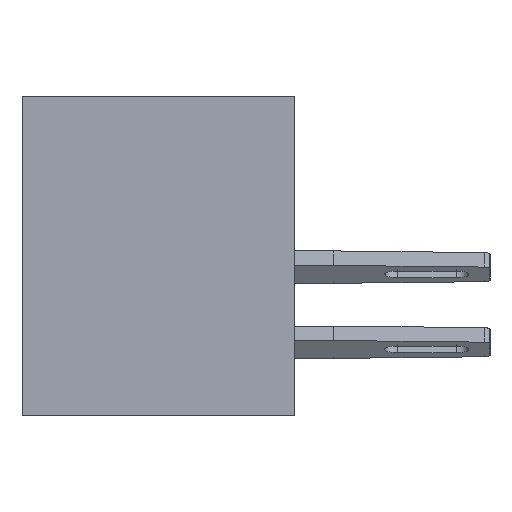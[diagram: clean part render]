
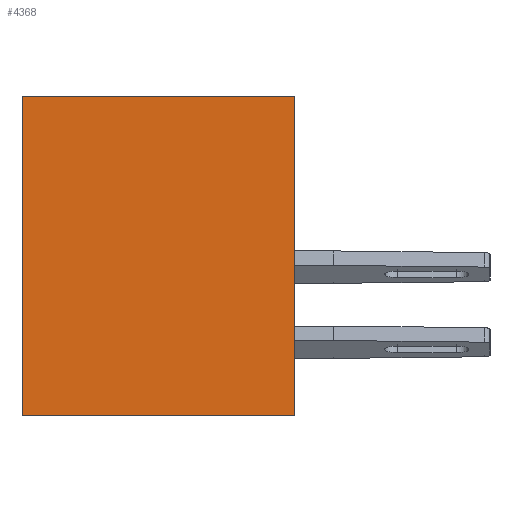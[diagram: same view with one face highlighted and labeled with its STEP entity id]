
A CAD part, left-side view. The second image highlights one B-rep face of the part: STEP entity #4368.
In plain terms, the highlighted planar face has unit normal (-1, 0, 0).
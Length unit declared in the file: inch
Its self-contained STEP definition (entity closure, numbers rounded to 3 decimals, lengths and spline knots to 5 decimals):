
#136 = VERTEX_POINT ( 'NONE', #3224 ) ;
#825 = CARTESIAN_POINT ( 'NONE',  ( 0., 0.453, 0. ) ) ;
#1447 = LINE ( 'NONE', #8938, #12953 ) ;
#1726 = DIRECTION ( 'NONE',  ( 0., 0., -1. ) ) ;
#2337 = DIRECTION ( 'NONE',  ( 0., -1., 0. ) ) ;
#2343 = LINE ( 'NONE', #12908, #5390 ) ;
#3224 = CARTESIAN_POINT ( 'NONE',  ( 0., 0., 0. ) ) ;
#4368 = ADVANCED_FACE ( 'NONE', ( #14777 ), #18308, .F. ) ;
#4526 = VECTOR ( 'NONE', #10183, 39.37008 ) ;
#4933 = ORIENTED_EDGE ( 'NONE', *, *, #13682, .T. ) ;
#5390 = VECTOR ( 'NONE', #2337, 39.37008 ) ;
#5889 = VERTEX_POINT ( 'NONE', #18416 ) ;
#7149 = ORIENTED_EDGE ( 'NONE', *, *, #7691, .T. ) ;
#7590 = LINE ( 'NONE', #13150, #4526 ) ;
#7691 = EDGE_CURVE ( 'NONE', #7806, #136, #7590, .T. ) ;
#7806 = VERTEX_POINT ( 'NONE', #14913 ) ;
#8620 = EDGE_CURVE ( 'NONE', #10290, #5889, #16714, .T. ) ;
#8938 = CARTESIAN_POINT ( 'NONE',  ( 0., 0.453, -0.531 ) ) ;
#9325 = ORIENTED_EDGE ( 'NONE', *, *, #8620, .F. ) ;
#10183 = DIRECTION ( 'NONE',  ( 0., 0., 1. ) ) ;
#10290 = VERTEX_POINT ( 'NONE', #14924 ) ;
#11314 = DIRECTION ( 'NONE',  ( 0., 0., 1. ) ) ;
#12908 = CARTESIAN_POINT ( 'NONE',  ( 0., 0.453, 0. ) ) ;
#12953 = VECTOR ( 'NONE', #15625, 39.37008 ) ;
#13150 = CARTESIAN_POINT ( 'NONE',  ( 0., 0., 0. ) ) ;
#13515 = EDGE_LOOP ( 'NONE', ( #7149, #14720, #9325, #4933 ) ) ;
#13682 = EDGE_CURVE ( 'NONE', #10290, #7806, #1447, .T. ) ;
#14206 = EDGE_CURVE ( 'NONE', #5889, #136, #2343, .T. ) ;
#14720 = ORIENTED_EDGE ( 'NONE', *, *, #14206, .F. ) ;
#14777 = FACE_OUTER_BOUND ( 'NONE', #13515, .T. ) ;
#14859 = VECTOR ( 'NONE', #11314, 39.37008 ) ;
#14913 = CARTESIAN_POINT ( 'NONE',  ( 0., 0., -0.531 ) ) ;
#14924 = CARTESIAN_POINT ( 'NONE',  ( 0., 0.453, -0.531 ) ) ;
#15117 = CARTESIAN_POINT ( 'NONE',  ( 0., 0.453, 0. ) ) ;
#15276 = AXIS2_PLACEMENT_3D ( 'NONE', #15117, #16720, #1726 ) ;
#15625 = DIRECTION ( 'NONE',  ( 0., -1., 0. ) ) ;
#16714 = LINE ( 'NONE', #825, #14859 ) ;
#16720 = DIRECTION ( 'NONE',  ( 1., 0., 0. ) ) ;
#18308 = PLANE ( 'NONE',  #15276 ) ;
#18416 = CARTESIAN_POINT ( 'NONE',  ( 0., 0.453, 0. ) ) ;
